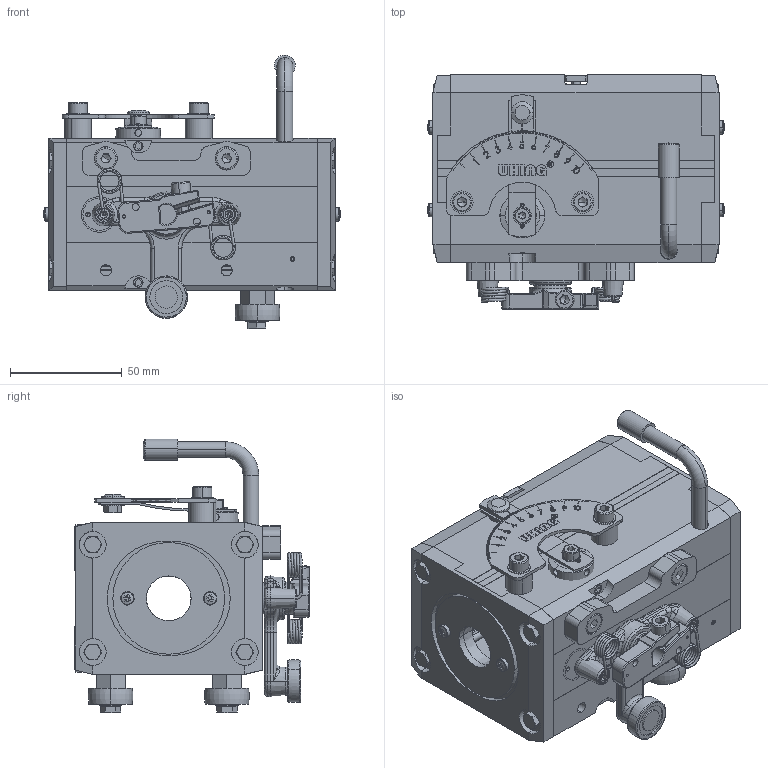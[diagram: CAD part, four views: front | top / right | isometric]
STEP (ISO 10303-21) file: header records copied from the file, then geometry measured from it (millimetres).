
FILE_DESCRIPTION (( 'STEP AP214' ), '1' );
FILE_NAME ('524202200_links.STEP', '2019-10-17T12:36:19', ( '' ), ( '' ), 'SwSTEP 2.0', 'SolidWorks 2019', '' );
FILE_SCHEMA (( 'AUTOMOTIVE_DESIGN' ));
Length unit declared in the file: millimetre
Products named in the file (1): 524202200_links
Bounding box: 132.74 x 104.8 x 122.39 mm (x, y, z)
Volume: 320884.2 mm3; surface area: 177577.4 mm2
Topology: 78 solids, 78 shells, 3512 faces, 9278 edges, 5950 vertices
Faces by surface type: plane 1727, cylinder 1098, cone 338, bspline 158, torus 120, sphere 71
Entity records: 159196 total; most frequent: CARTESIAN_POINT 33895, ORIENTED_EDGE 18232, DIRECTION 17500, EDGE_CURVE 9116, AXIS2_PLACEMENT_3D 6277, VERTEX_POINT 5883, VECTOR 4946, LINE 4946
